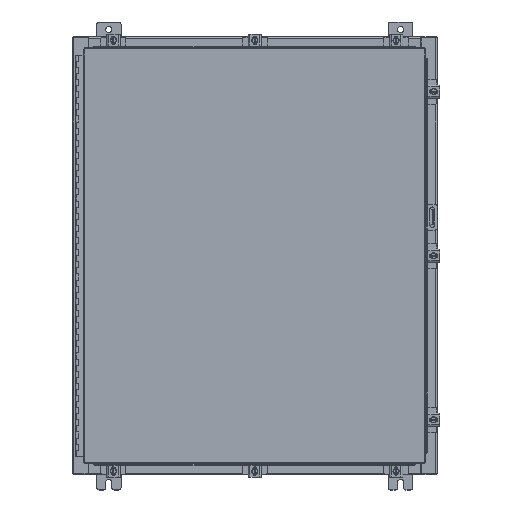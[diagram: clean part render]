
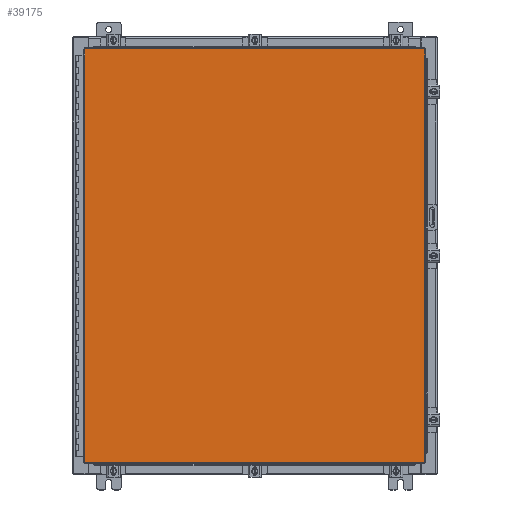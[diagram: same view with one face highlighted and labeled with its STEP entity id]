
A CAD part, top view. The second image highlights one B-rep face of the part: STEP entity #39175.
In plain terms, the highlighted planar face has unit normal (0, 0, 1).
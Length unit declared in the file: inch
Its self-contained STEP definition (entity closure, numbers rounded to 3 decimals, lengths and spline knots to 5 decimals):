
#191 = ORIENTED_EDGE ( 'NONE', *, *, #33619, .T. ) ;
#309 = ORIENTED_EDGE ( 'NONE', *, *, #18779, .T. ) ;
#996 = CARTESIAN_POINT ( 'NONE',  ( 13.9903, 17.0063, 0. ) ) ;
#1661 = EDGE_CURVE ( 'NONE', #9307, #8227, #2307, .T. ) ;
#2194 = DIRECTION ( 'NONE',  ( 0., -1., 0. ) ) ;
#2307 = LINE ( 'NONE', #35339, #27829 ) ;
#4117 = CARTESIAN_POINT ( 'NONE',  ( -13.9903, -17.0063, 0. ) ) ;
#5001 = PLANE ( 'NONE',  #30176 ) ;
#5248 = VERTEX_POINT ( 'NONE', #32725 ) ;
#5405 = DIRECTION ( 'NONE',  ( 1., 0., 0. ) ) ;
#8227 = VERTEX_POINT ( 'NONE', #20171 ) ;
#9307 = VERTEX_POINT ( 'NONE', #4117 ) ;
#9902 = ORIENTED_EDGE ( 'NONE', *, *, #30207, .T. ) ;
#14158 = CARTESIAN_POINT ( 'NONE',  ( 13.9903, -17.0063, 0. ) ) ;
#15051 = DIRECTION ( 'NONE',  ( 0., 0., -1. ) ) ;
#17682 = LINE ( 'NONE', #42198, #25524 ) ;
#18779 = EDGE_CURVE ( 'NONE', #18834, #5248, #24235, .T. ) ;
#18834 = VERTEX_POINT ( 'NONE', #996 ) ;
#20171 = CARTESIAN_POINT ( 'NONE',  ( 13.9903, -17.0063, 0. ) ) ;
#20791 = EDGE_LOOP ( 'NONE', ( #23400, #9902, #309, #191 ) ) ;
#22621 = FACE_OUTER_BOUND ( 'NONE', #20791, .T. ) ;
#23400 = ORIENTED_EDGE ( 'NONE', *, *, #1661, .T. ) ;
#24235 = LINE ( 'NONE', #27099, #40952 ) ;
#25524 = VECTOR ( 'NONE', #2194, 39.37008 ) ;
#27099 = CARTESIAN_POINT ( 'NONE',  ( 13.9903, 17.0063, 0. ) ) ;
#27829 = VECTOR ( 'NONE', #5405, 39.37008 ) ;
#30176 = AXIS2_PLACEMENT_3D ( 'NONE', #31694, #15051, #38436 ) ;
#30207 = EDGE_CURVE ( 'NONE', #8227, #18834, #33132, .T. ) ;
#31694 = CARTESIAN_POINT ( 'NONE',  ( 0., 0., 0. ) ) ;
#32725 = CARTESIAN_POINT ( 'NONE',  ( -13.9903, 17.0063, 0. ) ) ;
#33132 = LINE ( 'NONE', #14158, #41016 ) ;
#33619 = EDGE_CURVE ( 'NONE', #5248, #9307, #17682, .T. ) ;
#35339 = CARTESIAN_POINT ( 'NONE',  ( -13.9903, -17.0063, 0. ) ) ;
#38436 = DIRECTION ( 'NONE',  ( -1., 0., 0. ) ) ;
#39175 = ADVANCED_FACE ( 'NONE', ( #22621 ), #5001, .F. ) ;
#40140 = DIRECTION ( 'NONE',  ( -1., 0., 0. ) ) ;
#40893 = DIRECTION ( 'NONE',  ( 0., 1., 0. ) ) ;
#40952 = VECTOR ( 'NONE', #40140, 39.37008 ) ;
#41016 = VECTOR ( 'NONE', #40893, 39.37008 ) ;
#42198 = CARTESIAN_POINT ( 'NONE',  ( -13.9903, 17.0063, 0. ) ) ;
